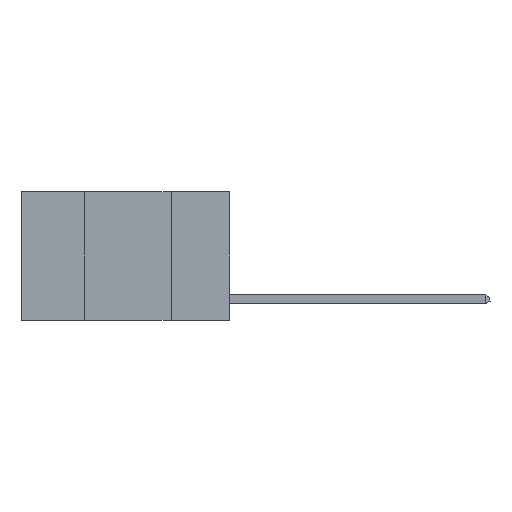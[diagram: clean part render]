
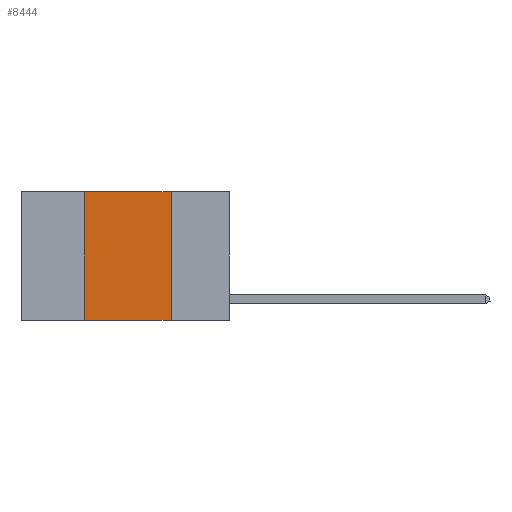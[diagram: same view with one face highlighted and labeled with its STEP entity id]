
A CAD part, left-side view. The second image highlights one B-rep face of the part: STEP entity #8444.
In plain terms, the highlighted planar face has unit normal (-1, 0, 0).
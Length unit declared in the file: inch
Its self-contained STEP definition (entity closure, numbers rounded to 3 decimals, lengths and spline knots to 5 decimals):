
#1211 = EDGE_CURVE ( 'NONE', #4687, #3645, #14204, .T. ) ;
#1872 = CARTESIAN_POINT ( 'NONE',  ( 0., 0.6, 0. ) ) ;
#2410 = LINE ( 'NONE', #8460, #4137 ) ;
#3209 = EDGE_CURVE ( 'NONE', #12785, #3645, #2410, .T. ) ;
#3270 = LINE ( 'NONE', #6556, #7378 ) ;
#3284 = EDGE_CURVE ( 'NONE', #12785, #16400, #3270, .T. ) ;
#3592 = DIRECTION ( 'NONE',  ( 1., 0., 0. ) ) ;
#3645 = VERTEX_POINT ( 'NONE', #10366 ) ;
#3940 = EDGE_CURVE ( 'NONE', #16400, #4687, #9339, .T. ) ;
#4137 = VECTOR ( 'NONE', #11246, 39.37008 ) ;
#4250 = CARTESIAN_POINT ( 'NONE',  ( 0., 0.17, 0. ) ) ;
#4589 = AXIS2_PLACEMENT_3D ( 'NONE', #17484, #3592, #10737 ) ;
#4687 = VERTEX_POINT ( 'NONE', #4250 ) ;
#5311 = ORIENTED_EDGE ( 'NONE', *, *, #1211, .F. ) ;
#6556 = CARTESIAN_POINT ( 'NONE',  ( 0., 0.42, 0. ) ) ;
#6919 = DIRECTION ( 'NONE',  ( 0., 0., -1. ) ) ;
#7302 = DIRECTION ( 'NONE',  ( 0., -1., 0. ) ) ;
#7378 = VECTOR ( 'NONE', #8070, 39.37008 ) ;
#8070 = DIRECTION ( 'NONE',  ( 0., 0., 1. ) ) ;
#8444 = ADVANCED_FACE ( 'NONE', ( #15394 ), #16218, .F. ) ;
#8460 = CARTESIAN_POINT ( 'NONE',  ( 0., 0.6, -0.37 ) ) ;
#9339 = LINE ( 'NONE', #1872, #17815 ) ;
#10366 = CARTESIAN_POINT ( 'NONE',  ( 0., 0.17, -0.37 ) ) ;
#10737 = DIRECTION ( 'NONE',  ( 0., 0., -1. ) ) ;
#10944 = VECTOR ( 'NONE', #6919, 39.37008 ) ;
#11246 = DIRECTION ( 'NONE',  ( 0., -1., 0. ) ) ;
#11740 = CARTESIAN_POINT ( 'NONE',  ( 0., 0.42, -0.37 ) ) ;
#12271 = ORIENTED_EDGE ( 'NONE', *, *, #3209, .T. ) ;
#12785 = VERTEX_POINT ( 'NONE', #11740 ) ;
#14204 = LINE ( 'NONE', #15232, #10944 ) ;
#14852 = ORIENTED_EDGE ( 'NONE', *, *, #3284, .F. ) ;
#15232 = CARTESIAN_POINT ( 'NONE',  ( 0., 0.17, 0. ) ) ;
#15394 = FACE_OUTER_BOUND ( 'NONE', #17741, .T. ) ;
#16218 = PLANE ( 'NONE',  #4589 ) ;
#16375 = ORIENTED_EDGE ( 'NONE', *, *, #3940, .F. ) ;
#16400 = VERTEX_POINT ( 'NONE', #17099 ) ;
#17099 = CARTESIAN_POINT ( 'NONE',  ( 0., 0.42, 0. ) ) ;
#17484 = CARTESIAN_POINT ( 'NONE',  ( 0., 0.6, 0. ) ) ;
#17741 = EDGE_LOOP ( 'NONE', ( #5311, #16375, #14852, #12271 ) ) ;
#17815 = VECTOR ( 'NONE', #7302, 39.37008 ) ;
